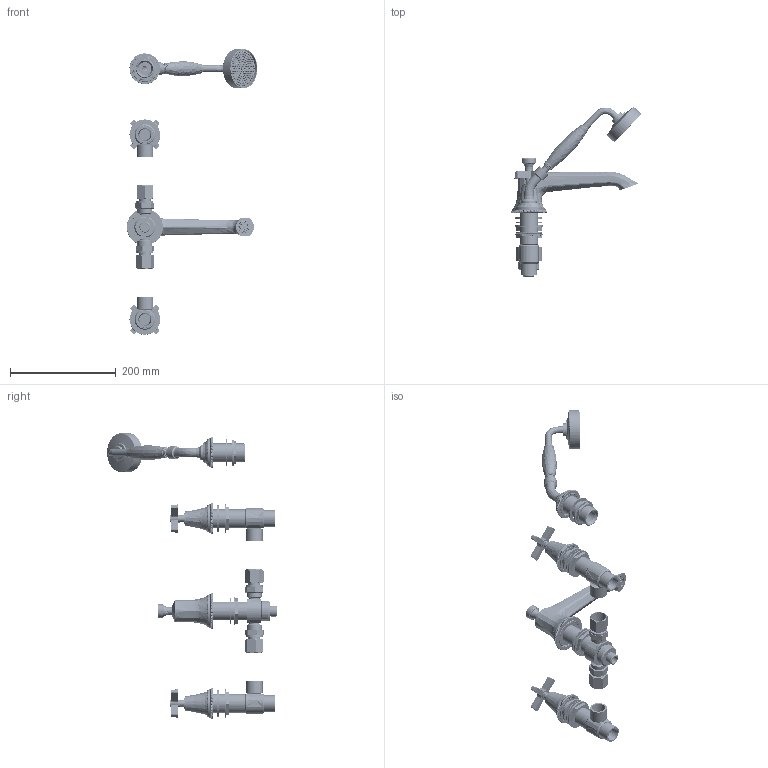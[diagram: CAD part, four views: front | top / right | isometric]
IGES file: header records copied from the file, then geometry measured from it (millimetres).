
Global section: file name: V6KA48X; native system: Autodesk Inventor 2018; preprocessor: unknown; author: mblakey; date: 20171023.121756; units: millimetre
Bounding box: 247.46 x 321.71 x 541.25 mm (x, y, z)
Volume: 866792.3 mm3; surface area: 432622.9 mm2
Topology: 85 solids, 91 shells, 6560 faces, 16222 edges, 10334 vertices
Faces by surface type: bspline 6560
